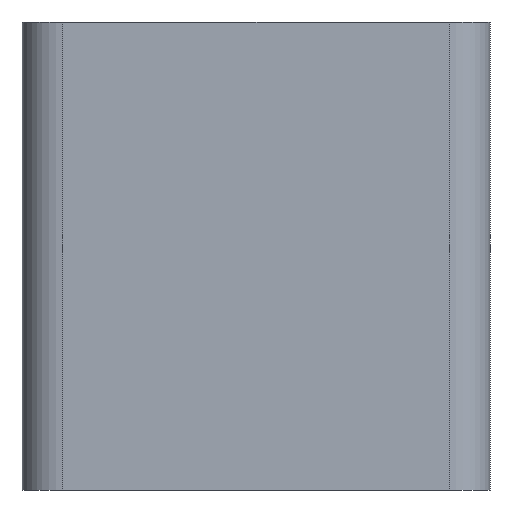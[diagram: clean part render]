
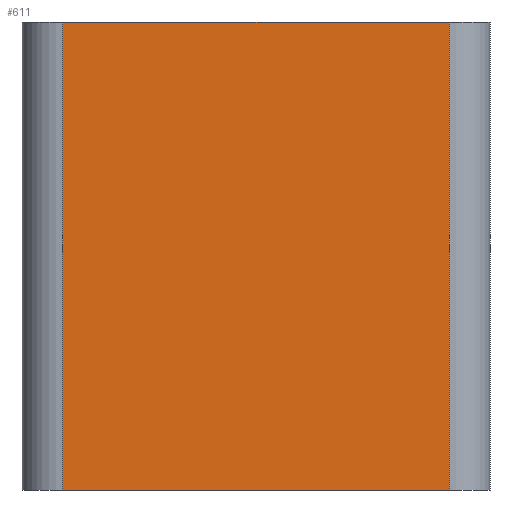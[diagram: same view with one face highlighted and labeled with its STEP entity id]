
A CAD part, left-side view. The second image highlights one B-rep face of the part: STEP entity #611.
In plain terms, the highlighted planar face has unit normal (-1, 0, 0).
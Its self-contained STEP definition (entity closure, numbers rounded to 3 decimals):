
#285=CARTESIAN_POINT('',(-40.,16.5,40.0));
#286=VERTEX_POINT('',#285);
#294=CARTESIAN_POINT('',(-40.,-16.5,40.0));
#295=VERTEX_POINT('',#294);
#296=CARTESIAN_POINT('',(-40.,-16.5,40.0));
#297=DIRECTION('',(0.0,1.0,0.0));
#298=VECTOR('',#297,33.0);
#299=LINE('',#296,#298);
#300=EDGE_CURVE('',#295,#286,#299,.T.);
#569=CARTESIAN_POINT('',(-40.,-16.5,0.0));
#570=VERTEX_POINT('',#569);
#571=CARTESIAN_POINT('',(-40.,-16.5,0.0));
#572=DIRECTION('',(0.0,0.0,1.0));
#573=VECTOR('',#572,40.0);
#574=LINE('',#571,#573);
#575=EDGE_CURVE('',#570,#295,#574,.T.);
#588=CARTESIAN_POINT('',(-40.,-16.5,0.0));
#589=DIRECTION('',(-1.0,0.0,0.0));
#590=DIRECTION('',(0.0,0.0,1.0));
#591=AXIS2_PLACEMENT_3D('',#588,#589,#590);
#592=PLANE('',#591);
#593=ORIENTED_EDGE('',*,*,#300,.T.);
#594=CARTESIAN_POINT('',(-40.,16.5,0.0));
#595=VERTEX_POINT('',#594);
#596=CARTESIAN_POINT('',(-40.,16.5,0.0));
#597=DIRECTION('',(0.0,0.0,1.0));
#598=VECTOR('',#597,40.0);
#599=LINE('',#596,#598);
#600=EDGE_CURVE('',#595,#286,#599,.T.);
#601=ORIENTED_EDGE('',*,*,#600,.F.);
#602=CARTESIAN_POINT('',(-40.,-16.5,0.0));
#603=DIRECTION('',(0.0,1.0,0.0));
#604=VECTOR('',#603,33.0);
#605=LINE('',#602,#604);
#606=EDGE_CURVE('',#570,#595,#605,.T.);
#607=ORIENTED_EDGE('',*,*,#606,.F.);
#608=ORIENTED_EDGE('',*,*,#575,.T.);
#609=EDGE_LOOP('',(#593,#601,#607,#608));
#610=FACE_OUTER_BOUND('',#609,.T.);
#611=ADVANCED_FACE('',(#610),#592,.T.);
